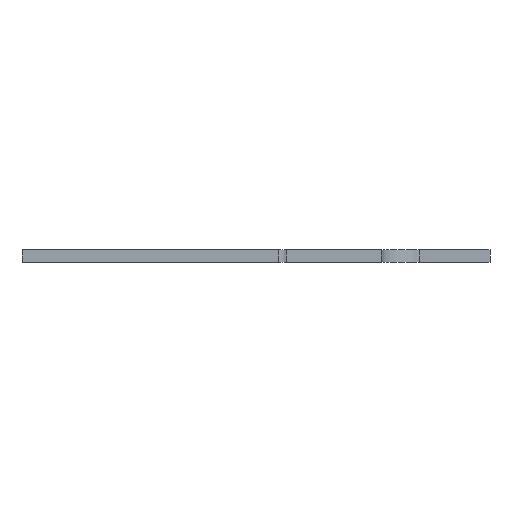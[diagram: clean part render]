
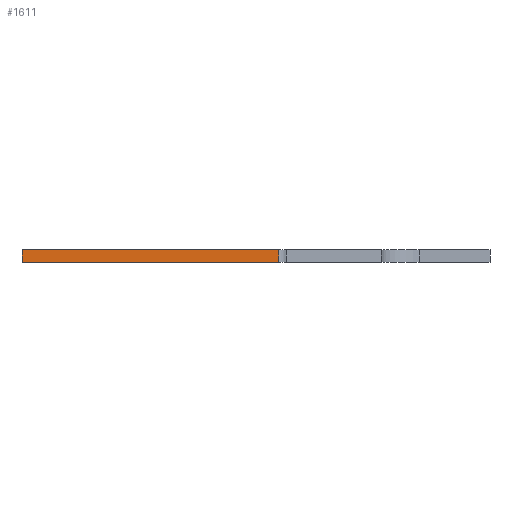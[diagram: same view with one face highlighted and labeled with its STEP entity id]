
A CAD part, left-side view. The second image highlights one B-rep face of the part: STEP entity #1611.
In plain terms, the highlighted planar face has unit normal (-1, 0, 0).
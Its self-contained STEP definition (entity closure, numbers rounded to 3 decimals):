
#113=DIRECTION('',(0.,-1.,0.));
#114=VECTOR('',#113,101.5);
#115=CARTESIAN_POINT('',(-84.,185.,0.));
#116=LINE('',#115,#114);
#397=DIRECTION('',(0.,-1.,0.));
#398=VECTOR('',#397,101.5);
#399=CARTESIAN_POINT('',(-84.,185.,5.));
#400=LINE('',#399,#398);
#577=DIRECTION('',(0.,0.,1.));
#578=VECTOR('',#577,5.);
#579=CARTESIAN_POINT('',(-84.,83.5,0.));
#580=LINE('',#579,#578);
#581=DIRECTION('',(0.,0.,1.));
#582=VECTOR('',#581,5.);
#583=CARTESIAN_POINT('',(-84.,185.,0.));
#584=LINE('',#583,#582);
#761=CARTESIAN_POINT('',(-84.,185.,0.));
#762=CARTESIAN_POINT('',(-84.,185.,5.));
#763=VERTEX_POINT('',#761);
#764=VERTEX_POINT('',#762);
#869=CARTESIAN_POINT('',(-84.,83.5,0.));
#871=VERTEX_POINT('',#869);
#885=CARTESIAN_POINT('',(-84.,83.5,5.));
#887=VERTEX_POINT('',#885);
#1599=CARTESIAN_POINT('',(-84.,185.,0.));
#1600=DIRECTION('',(-1.,0.,0.));
#1601=DIRECTION('',(0.,-1.,0.));
#1602=AXIS2_PLACEMENT_3D('',#1599,#1600,#1601);
#1603=PLANE('',#1602);
#1605=ORIENTED_EDGE('',*,*,#1604,.F.);
#1606=ORIENTED_EDGE('',*,*,#946,.F.);
#1607=ORIENTED_EDGE('',*,*,#1516,.T.);
#1608=ORIENTED_EDGE('',*,*,#1154,.T.);
#1609=EDGE_LOOP('',(#1605,#1606,#1607,#1608));
#1610=FACE_OUTER_BOUND('',#1609,.F.);
#1611=ADVANCED_FACE('',(#1610),#1603,.T.);
#946=EDGE_CURVE('',#763,#871,#116,.T.);
#1154=EDGE_CURVE('',#764,#887,#400,.T.);
#1516=EDGE_CURVE('',#763,#764,#584,.T.);
#1604=EDGE_CURVE('',#871,#887,#580,.T.);
